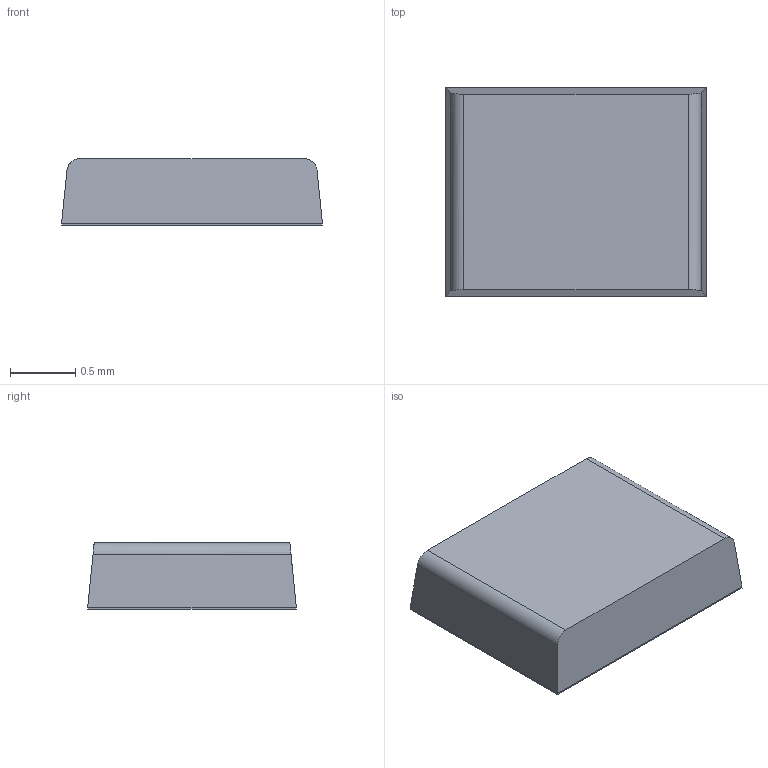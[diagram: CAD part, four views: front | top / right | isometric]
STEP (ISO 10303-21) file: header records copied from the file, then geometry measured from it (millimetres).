
FILE_DESCRIPTION (( 'STEP AP214' ), '1' );
FILE_NAME ('0922F00E-9118-495A-B802-12F2BA22040C.STEP', '2024-12-11T12:36:55', ( '' ), ( '' ), 'SwSTEP 2.0', 'SolidWorks 2022', '' );
FILE_SCHEMA (( 'AUTOMOTIVE_DESIGN' ));
Length unit declared in the file: millimetre
Products named in the file (1): 0922F00E-9118-495A-B802-12F2BA22040C
Bounding box: 2 x 1.6 x 0.51 mm (x, y, z)
Volume: 1.5 mm3; surface area: 9.5 mm2
Topology: 1 solids, 1 shells, 12 faces, 26 edges, 16 vertices
Faces by surface type: plane 10, cylinder 2
Entity records: 484 total; most frequent: CARTESIAN_POINT 67, ORIENTED_EDGE 52, DIRECTION 48, EDGE_CURVE 26, VECTOR 22, LINE 22, VERTEX_POINT 16, UNCERTAINTY_MEASURE_WITH_UNIT 15
